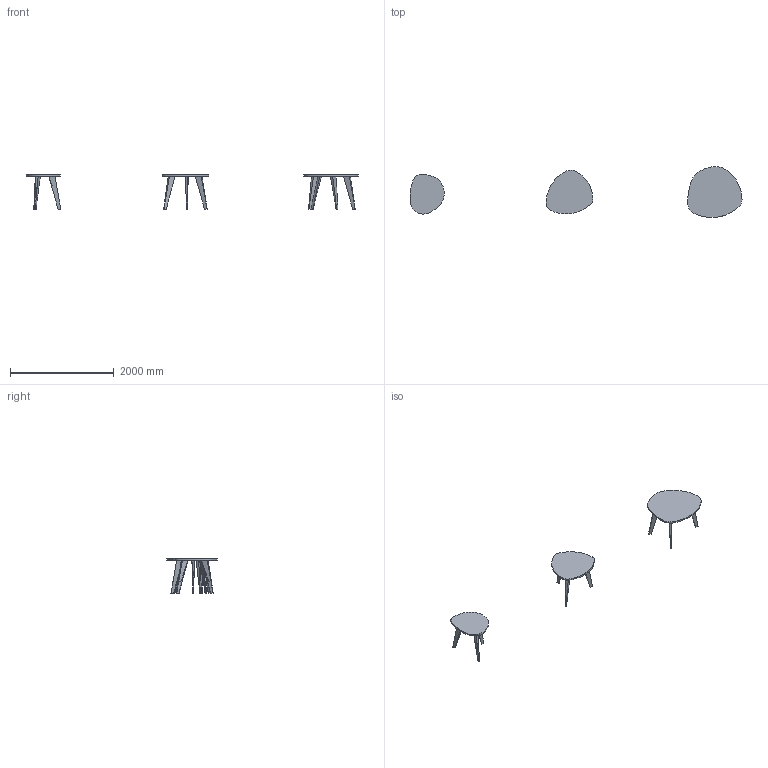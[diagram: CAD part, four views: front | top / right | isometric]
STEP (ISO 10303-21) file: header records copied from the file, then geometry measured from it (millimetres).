
FILE_DESCRIPTION(/* description */ (''),/* implementation_level */ '2;1');
FILE_NAME(/* name */ 'tav. 40 - 41 - 42 h. 65',/* time_stamp */ '2013-07-16T12:33:15+02:00',/* author */ (''),/* organization */ (''),/* preprocessor_version */ 'ST-DEVELOPER v10',/* originating_system */ '',/* authorisation */ '');
FILE_SCHEMA (('CONFIG_CONTROL_DESIGN'));
Length unit declared in the file: millimetre
Products named in the file (1): 1
Bounding box: 6393.17 x 981.56 x 660 mm (x, y, z)
Volume: 75065760.4 mm3; surface area: 5950721.6 mm2
Topology: 26 solids, 26 shells, 160 faces, 294 edges, 196 vertices
Faces by surface type: bspline 160
Entity records: 5054 total; most frequent: CARTESIAN_POINT 3018, ORIENTED_EDGE 588, EDGE_CURVE 294, B_SPLINE_CURVE_WITH_KNOTS 202, VERTEX_POINT 196, EDGE_LOOP 170, ADVANCED_FACE 160, FACE_OUTER_BOUND 160
